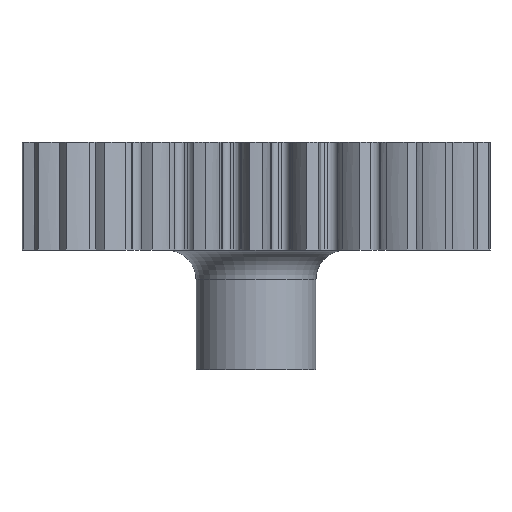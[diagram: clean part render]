
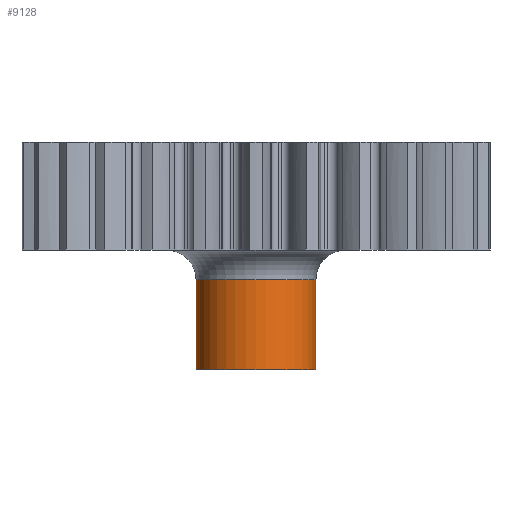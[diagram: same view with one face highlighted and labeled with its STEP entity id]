
A CAD part, left-side view. The second image highlights one B-rep face of the part: STEP entity #9128.
In plain terms, the highlighted cylindrical face has radius 10 mm (diameter 20 mm), a full revolution.
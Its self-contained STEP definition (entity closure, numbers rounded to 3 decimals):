
#2347 = VERTEX_POINT('',#2348);
#2348 = CARTESIAN_POINT('',(10.,0.,-5.));
#2357 = EDGE_CURVE('',#2347,#2347,#2358,.T.);
#2358 = CIRCLE('',#2359,10.);
#2359 = AXIS2_PLACEMENT_3D('',#2360,#2361,#2362);
#2360 = CARTESIAN_POINT('',(0.,0.,-5.));
#2361 = DIRECTION('',(0.,0.,-1.));
#2362 = DIRECTION('',(1.,0.,0.));
#9128 = ADVANCED_FACE('',(#9129),#9148,.T.);
#9129 = FACE_BOUND('',#9130,.F.);
#9130 = EDGE_LOOP('',(#9131,#9139,#9146,#9147));
#9131 = ORIENTED_EDGE('',*,*,#9132,.T.);
#9132 = EDGE_CURVE('',#2347,#9133,#9135,.T.);
#9133 = VERTEX_POINT('',#9134);
#9134 = CARTESIAN_POINT('',(10.,0.,-20.));
#9135 = LINE('',#9136,#9137);
#9136 = CARTESIAN_POINT('',(10.,0.,0.));
#9137 = VECTOR('',#9138,1.);
#9138 = DIRECTION('',(0.,0.,-1.));
#9139 = ORIENTED_EDGE('',*,*,#9140,.T.);
#9140 = EDGE_CURVE('',#9133,#9133,#9141,.T.);
#9141 = CIRCLE('',#9142,10.);
#9142 = AXIS2_PLACEMENT_3D('',#9143,#9144,#9145);
#9143 = CARTESIAN_POINT('',(0.,0.,-20.));
#9144 = DIRECTION('',(0.,0.,-1.));
#9145 = DIRECTION('',(1.,0.,0.));
#9146 = ORIENTED_EDGE('',*,*,#9132,.F.);
#9147 = ORIENTED_EDGE('',*,*,#2357,.F.);
#9148 = CYLINDRICAL_SURFACE('',#9149,10.);
#9149 = AXIS2_PLACEMENT_3D('',#9150,#9151,#9152);
#9150 = CARTESIAN_POINT('',(0.,0.,0.));
#9151 = DIRECTION('',(0.,0.,1.));
#9152 = DIRECTION('',(1.,0.,0.));
